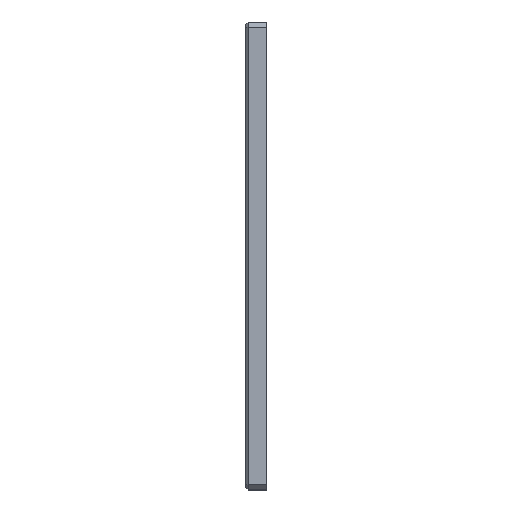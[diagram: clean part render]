
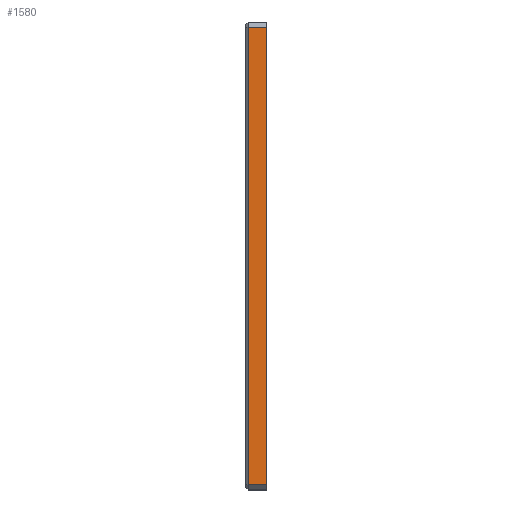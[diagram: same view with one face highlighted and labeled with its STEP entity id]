
A CAD part, left-side view. The second image highlights one B-rep face of the part: STEP entity #1580.
In plain terms, the highlighted planar face has unit normal (-1, 0, 0).
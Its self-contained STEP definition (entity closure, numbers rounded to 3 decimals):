
#89 = CARTESIAN_POINT ( 'NONE',  ( -90., 7., 88. ) ) ;
#115 = LINE ( 'NONE', #1805, #1921 ) ;
#210 = ORIENTED_EDGE ( 'NONE', *, *, #1461, .T. ) ;
#217 = VERTEX_POINT ( 'NONE', #350 ) ;
#224 = VECTOR ( 'NONE', #603, 1000. ) ;
#350 = CARTESIAN_POINT ( 'NONE',  ( -90., 0., 88. ) ) ;
#393 = VERTEX_POINT ( 'NONE', #2075 ) ;
#481 = DIRECTION ( 'NONE',  ( 0., 0., -1. ) ) ;
#567 = VECTOR ( 'NONE', #1872, 1000. ) ;
#603 = DIRECTION ( 'NONE',  ( 0., 0., 1. ) ) ;
#644 = ORIENTED_EDGE ( 'NONE', *, *, #1115, .T. ) ;
#651 = LINE ( 'NONE', #1136, #1528 ) ;
#665 = EDGE_LOOP ( 'NONE', ( #644, #1664, #1514, #210 ) ) ;
#707 = CARTESIAN_POINT ( 'NONE',  ( -90., 8., 88. ) ) ;
#754 = VERTEX_POINT ( 'NONE', #89 ) ;
#779 = CARTESIAN_POINT ( 'NONE',  ( -90., 8., 90. ) ) ;
#907 = EDGE_CURVE ( 'NONE', #754, #393, #651, .T. ) ;
#949 = FACE_OUTER_BOUND ( 'NONE', #665, .T. ) ;
#1108 = CARTESIAN_POINT ( 'NONE',  ( -90., 0., -88. ) ) ;
#1115 = EDGE_CURVE ( 'NONE', #217, #754, #1339, .T. ) ;
#1136 = CARTESIAN_POINT ( 'NONE',  ( -90., 7., -88. ) ) ;
#1151 = DIRECTION ( 'NONE',  ( 0., 0., -1. ) ) ;
#1276 = PLANE ( 'NONE',  #1989 ) ;
#1339 = LINE ( 'NONE', #707, #567 ) ;
#1428 = DIRECTION ( 'NONE',  ( 0., -1., 0. ) ) ;
#1461 = EDGE_CURVE ( 'NONE', #1882, #217, #1887, .T. ) ;
#1514 = ORIENTED_EDGE ( 'NONE', *, *, #1870, .T. ) ;
#1528 = VECTOR ( 'NONE', #481, 1000. ) ;
#1580 = ADVANCED_FACE ( 'NONE', ( #949 ), #1276, .F. ) ;
#1664 = ORIENTED_EDGE ( 'NONE', *, *, #907, .T. ) ;
#1718 = CARTESIAN_POINT ( 'NONE',  ( -90., 0., 90. ) ) ;
#1805 = CARTESIAN_POINT ( 'NONE',  ( -90., 8., -88. ) ) ;
#1870 = EDGE_CURVE ( 'NONE', #393, #1882, #115, .T. ) ;
#1872 = DIRECTION ( 'NONE',  ( 0., 1., 0. ) ) ;
#1882 = VERTEX_POINT ( 'NONE', #1108 ) ;
#1887 = LINE ( 'NONE', #1718, #224 ) ;
#1921 = VECTOR ( 'NONE', #1428, 1000. ) ;
#1946 = DIRECTION ( 'NONE',  ( 1., 0., 0. ) ) ;
#1989 = AXIS2_PLACEMENT_3D ( 'NONE', #779, #1946, #1151 ) ;
#2075 = CARTESIAN_POINT ( 'NONE',  ( -90., 7., -88. ) ) ;
